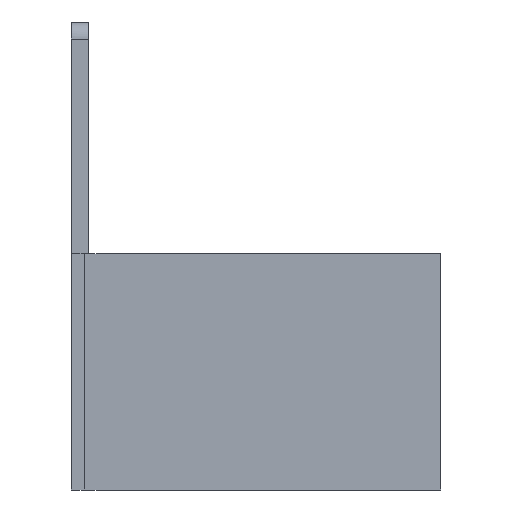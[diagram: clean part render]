
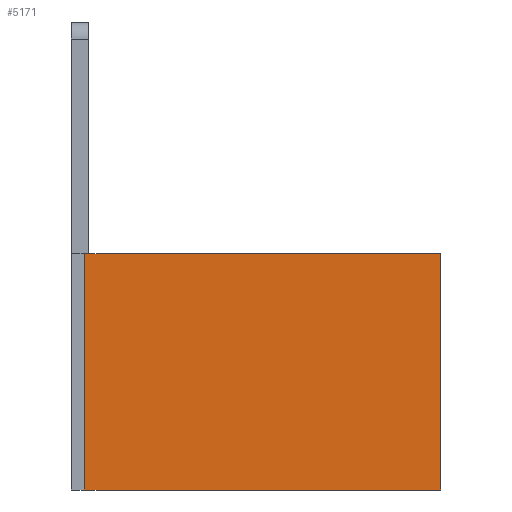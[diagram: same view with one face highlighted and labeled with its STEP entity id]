
A CAD part, left-side view. The second image highlights one B-rep face of the part: STEP entity #5171.
In plain terms, the highlighted planar face has unit normal (-1, 0, 0).
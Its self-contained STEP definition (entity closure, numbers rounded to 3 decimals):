
#110=CARTESIAN_POINT('',(8.,0.,-3.625));
#111=VERTEX_POINT('',#110);
#121=CARTESIAN_POINT('',(8.,4.,-3.625));
#122=VERTEX_POINT('',#121);
#123=CARTESIAN_POINT('',(8.,4.,-3.625));
#124=CARTESIAN_POINT('',(8.,3.2,-3.625));
#125=CARTESIAN_POINT('',(8.,2.4,-3.625));
#126=CARTESIAN_POINT('',(8.,1.6,-3.625));
#127=CARTESIAN_POINT('',(8.,0.8,-3.625));
#128=CARTESIAN_POINT('',(8.,0.,-3.625));
#129=B_SPLINE_CURVE_WITH_KNOTS('',5,(#123,#124,#125,#126,#127,#128),.UNSPECIFIED.,.F.,.U.,(6,6),(0.,4.),.UNSPECIFIED.);
#130=EDGE_CURVE('',#122,#111,#129,.T.);
#132=CARTESIAN_POINT('',(8.,4.15,-3.625));
#133=VERTEX_POINT('',#132);
#134=CARTESIAN_POINT('',(8.,4.,-3.625));
#135=DIRECTION('',(0.,1.,0.));
#136=VECTOR('',#135,0.15);
#137=LINE('',#134,#136);
#138=EDGE_CURVE('',#122,#133,#137,.T.);
#631=CARTESIAN_POINT('',(8.,4.15,-0.875));
#632=VERTEX_POINT('',#631);
#639=CARTESIAN_POINT('',(8.,4.,-0.875));
#640=VERTEX_POINT('',#639);
#641=CARTESIAN_POINT('',(8.,4.15,-0.875));
#642=DIRECTION('',(0.,-1.,0.));
#643=VECTOR('',#642,0.15);
#644=LINE('',#641,#643);
#645=EDGE_CURVE('',#632,#640,#644,.T.);
#647=CARTESIAN_POINT('',(8.,0.,-0.875));
#648=VERTEX_POINT('',#647);
#649=CARTESIAN_POINT('',(8.,4.,-0.875));
#650=CARTESIAN_POINT('',(8.,3.2,-0.875));
#651=CARTESIAN_POINT('',(8.,2.4,-0.875));
#652=CARTESIAN_POINT('',(8.,1.6,-0.875));
#653=CARTESIAN_POINT('',(8.,0.8,-0.875));
#654=CARTESIAN_POINT('',(8.,0.,-0.875));
#655=B_SPLINE_CURVE_WITH_KNOTS('',5,(#649,#650,#651,#652,#653,#654),.UNSPECIFIED.,.F.,.U.,(6,6),(0.,4.),.UNSPECIFIED.);
#656=EDGE_CURVE('',#640,#648,#655,.T.);
#1959=CARTESIAN_POINT('',(8.,0.,-0.875));
#1960=CARTESIAN_POINT('',(8.,0.,-1.425));
#1961=CARTESIAN_POINT('',(8.,0.,-1.975));
#1962=CARTESIAN_POINT('',(8.,0.,-2.525));
#1963=CARTESIAN_POINT('',(8.,0.,-3.075));
#1964=CARTESIAN_POINT('',(8.,0.,-3.625));
#1965=B_SPLINE_CURVE_WITH_KNOTS('',5,(#1959,#1960,#1961,#1962,#1963,#1964),.UNSPECIFIED.,.F.,.U.,(6,6),(0.,2.75),.UNSPECIFIED.);
#1966=EDGE_CURVE('',#648,#111,#1965,.T.);
#5153=CARTESIAN_POINT('',(8.,2.144,-2.25));
#5154=DIRECTION('',(0.,0.,1.));
#5155=DIRECTION('',(-1.,0.,0.));
#5156=AXIS2_PLACEMENT_3D('',#5153,#5155,#5154);
#5157=PLANE('',#5156);
#5158=ORIENTED_EDGE('',*,*,#656,.F.);
#5159=ORIENTED_EDGE('',*,*,#645,.F.);
#5160=CARTESIAN_POINT('',(8.,4.15,-3.625));
#5161=DIRECTION('',(0.,0.,1.));
#5162=VECTOR('',#5161,2.75);
#5163=LINE('',#5160,#5162);
#5164=EDGE_CURVE('',#133,#632,#5163,.T.);
#5165=ORIENTED_EDGE('',*,*,#5164,.F.);
#5166=ORIENTED_EDGE('',*,*,#138,.F.);
#5167=ORIENTED_EDGE('',*,*,#130,.T.);
#5168=ORIENTED_EDGE('',*,*,#1966,.F.);
#5169=EDGE_LOOP('',(#5158,#5159,#5165,#5166,#5167,#5168));
#5170=FACE_OUTER_BOUND('',#5169,.T.);
#5171=ADVANCED_FACE('',(#5170),#5157,.T.);
